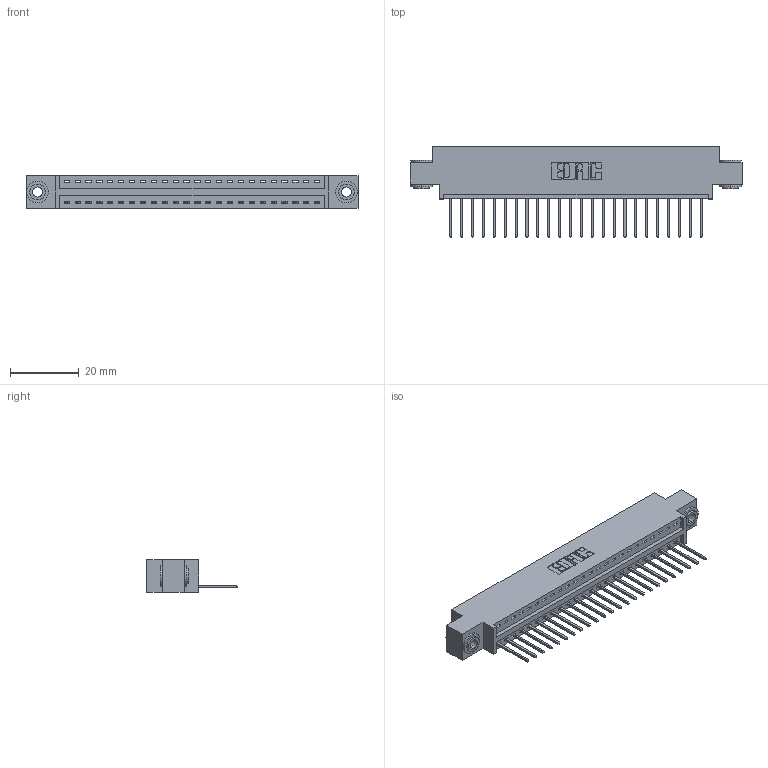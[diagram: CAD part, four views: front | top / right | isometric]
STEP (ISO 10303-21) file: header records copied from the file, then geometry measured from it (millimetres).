
FILE_DESCRIPTION (( 'STEP AP203' ), '1' );
FILE_NAME ('396-024-522-603.STEP', '2018-09-01T13:24:50', ( '' ), ( '' ), 'SwSTEP 2.0', 'SolidWorks 2016', '' );
FILE_SCHEMA (( 'CONFIG_CONTROL_DESIGN' ));
Length unit declared in the file: inch
Products named in the file (4): 346 Part_0.170 Offset - 0.156 Dia-TH; 345-292-001_345-293-122; 345-250-002_345-250-002-102; 396-024-522-603
Assembly tree (27 placements, depth 2):
  396-024-522-603
    346 Part_0.170 Offset - 0.156 Dia-TH
    345-292-001_345-293-122  x24
    345-250-002_345-250-002-102  x2
Bounding box: 96.77 x 26.42 x 9.4 mm (x, y, z)
Volume: 9007.2 mm3; surface area: 11531.4 mm2
Topology: 27 solids, 27 shells, 1556 faces, 4641 edges, 3058 vertices
Faces by surface type: plane 1050, cylinder 498, cone 8
Entity records: 18118 total; most frequent: CARTESIAN_POINT 3091, ORIENTED_EDGE 3042, DIRECTION 2779, EDGE_CURVE 1521, VECTOR 1269, LINE 1269, VERTEX_POINT 1010, AXIS2_PLACEMENT_3D 755
